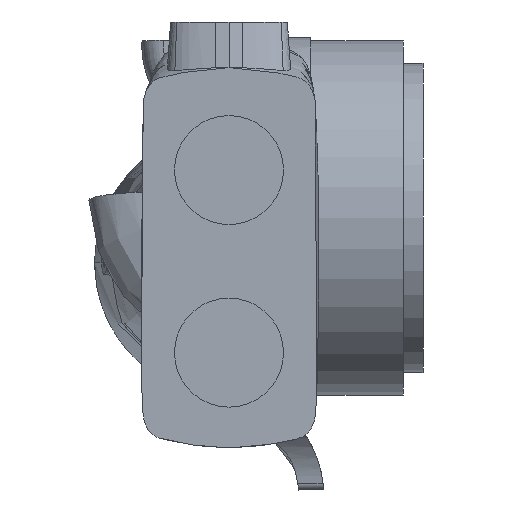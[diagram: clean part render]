
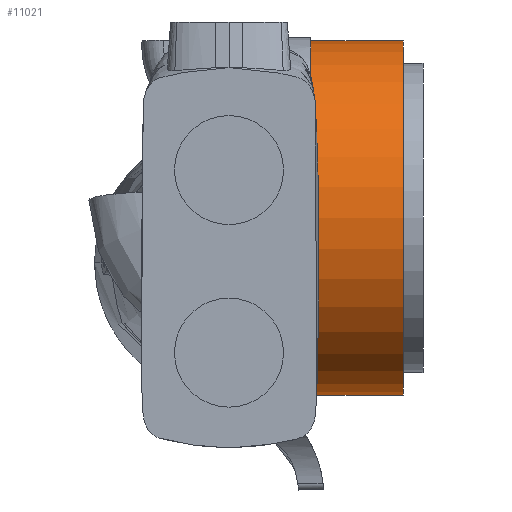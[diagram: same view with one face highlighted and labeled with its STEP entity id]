
A CAD part, left-side view. The second image highlights one B-rep face of the part: STEP entity #11021.
In plain terms, the highlighted cylindrical face has radius 162.5 mm (diameter 325 mm), a partial arc.
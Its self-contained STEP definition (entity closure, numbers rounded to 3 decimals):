
#326 = CIRCLE ( 'NONE', #13437, 162.5 ) ;
#1355 = EDGE_CURVE ( 'NONE', #15206, #1761, #5270, .T. ) ;
#1688 = CARTESIAN_POINT ( 'NONE',  ( 750., -160., 2102.5 ) ) ;
#1761 = VERTEX_POINT ( 'NONE', #1688 ) ;
#2376 = DIRECTION ( 'NONE',  ( 0., 0., -1. ) ) ;
#2501 = EDGE_CURVE ( 'NONE', #15206, #11801, #11736, .T. ) ;
#3187 = EDGE_LOOP ( 'NONE', ( #5134, #13707, #4782, #8692 ) ) ;
#4430 = VERTEX_POINT ( 'NONE', #16514 ) ;
#4782 = ORIENTED_EDGE ( 'NONE', *, *, #16164, .T. ) ;
#5134 = ORIENTED_EDGE ( 'NONE', *, *, #1355, .F. ) ;
#5270 = LINE ( 'NONE', #15058, #12268 ) ;
#6391 = CARTESIAN_POINT ( 'NONE',  ( 750., -160., 1940. ) ) ;
#6694 = DIRECTION ( 'NONE',  ( 0., 0., 1. ) ) ;
#6803 = DIRECTION ( 'NONE',  ( 0., 1., 0. ) ) ;
#8295 = CYLINDRICAL_SURFACE ( 'NONE', #11563, 162.5 ) ;
#8415 = AXIS2_PLACEMENT_3D ( 'NONE', #12030, #16767, #2376 ) ;
#8692 = ORIENTED_EDGE ( 'NONE', *, *, #15795, .T. ) ;
#8850 = DIRECTION ( 'NONE',  ( 0., -1., 0. ) ) ;
#9156 = CARTESIAN_POINT ( 'NONE',  ( 750., -75., 1777.5 ) ) ;
#9666 = CARTESIAN_POINT ( 'NONE',  ( 750., -75., 1940. ) ) ;
#9976 = DIRECTION ( 'NONE',  ( 0., -1., 0. ) ) ;
#11021 = ADVANCED_FACE ( 'NONE', ( #17666 ), #8295, .T. ) ;
#11563 = AXIS2_PLACEMENT_3D ( 'NONE', #9666, #9976, #12926 ) ;
#11736 = CIRCLE ( 'NONE', #8415, 162.5 ) ;
#11801 = VERTEX_POINT ( 'NONE', #9156 ) ;
#12030 = CARTESIAN_POINT ( 'NONE',  ( 750., -75., 1940. ) ) ;
#12056 = DIRECTION ( 'NONE',  ( 0., -1., 0. ) ) ;
#12268 = VECTOR ( 'NONE', #8850, 1000. ) ;
#12926 = DIRECTION ( 'NONE',  ( 0., 0., -1. ) ) ;
#13437 = AXIS2_PLACEMENT_3D ( 'NONE', #6391, #6803, #6694 ) ;
#13707 = ORIENTED_EDGE ( 'NONE', *, *, #2501, .T. ) ;
#15007 = CARTESIAN_POINT ( 'NONE',  ( 750., -75., 1777.5 ) ) ;
#15058 = CARTESIAN_POINT ( 'NONE',  ( 750., -75., 2102.5 ) ) ;
#15206 = VERTEX_POINT ( 'NONE', #19993 ) ;
#15317 = LINE ( 'NONE', #15007, #16121 ) ;
#15795 = EDGE_CURVE ( 'NONE', #4430, #1761, #326, .T. ) ;
#16121 = VECTOR ( 'NONE', #12056, 1000. ) ;
#16164 = EDGE_CURVE ( 'NONE', #11801, #4430, #15317, .T. ) ;
#16514 = CARTESIAN_POINT ( 'NONE',  ( 750., -160., 1777.5 ) ) ;
#16767 = DIRECTION ( 'NONE',  ( 0., -1., 0. ) ) ;
#17666 = FACE_OUTER_BOUND ( 'NONE', #3187, .T. ) ;
#19993 = CARTESIAN_POINT ( 'NONE',  ( 750., -75., 2102.5 ) ) ;
